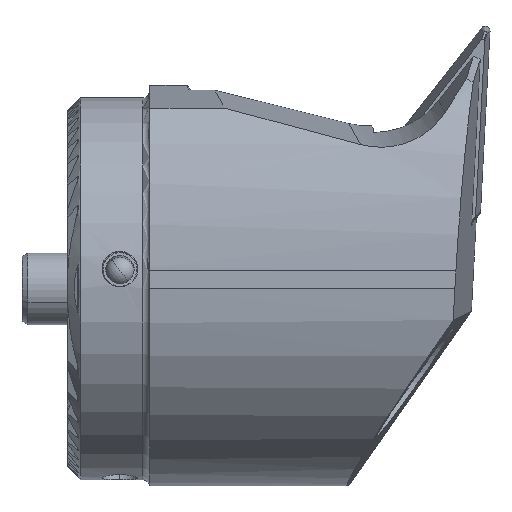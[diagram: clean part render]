
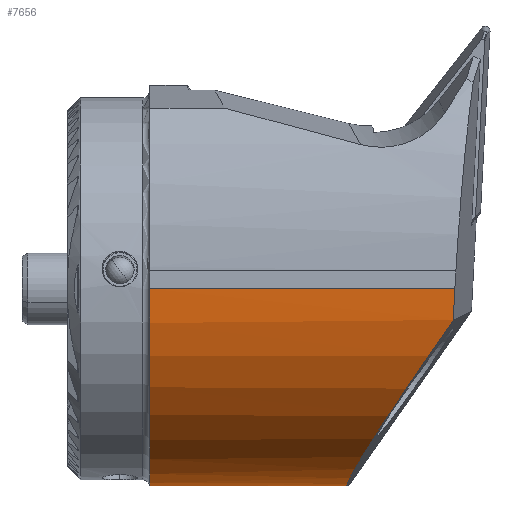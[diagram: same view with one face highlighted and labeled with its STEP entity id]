
A CAD part, front view. The second image highlights one B-rep face of the part: STEP entity #7656.
In plain terms, the highlighted cylindrical face has radius 16.5 mm (diameter 33 mm), a partial arc.
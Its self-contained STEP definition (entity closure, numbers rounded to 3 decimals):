
#104 = CARTESIAN_POINT ( 'NONE',  ( -1.124, 0., -16.5 ) ) ;
#118 = ORIENTED_EDGE ( 'NONE', *, *, #227, .T. ) ;
#227 = EDGE_CURVE ( 'NONE', #13603, #1376, #15648, .T. ) ;
#1172 =( BOUNDED_CURVE ( )  B_SPLINE_CURVE ( 3, ( #10081, #13920, #14103, #6069 ),
 .UNSPECIFIED., .F., .F. ) 
 B_SPLINE_CURVE_WITH_KNOTS ( ( 4, 4 ),
 ( 1.811, 3.223 ),
 .UNSPECIFIED. ) 
 CURVE ( )  GEOMETRIC_REPRESENTATION_ITEM ( )  RATIONAL_B_SPLINE_CURVE ( ( 1., 0.841, 0.841, 1. ) ) 
 REPRESENTATION_ITEM ( '' )  );
#1376 = VERTEX_POINT ( 'NONE', #13621 ) ;
#1868 = CARTESIAN_POINT ( 'NONE',  ( 6.492, -16.5, 0. ) ) ;
#2008 = EDGE_LOOP ( 'NONE', ( #8911, #118, #14400, #14242, #2134 ) ) ;
#2134 = ORIENTED_EDGE ( 'NONE', *, *, #11429, .F. ) ;
#2376 = DIRECTION ( 'NONE',  ( -1., 0., 0. ) ) ;
#3880 = EDGE_CURVE ( 'NONE', #13204, #1376, #1172, .T. ) ;
#4350 = CARTESIAN_POINT ( 'NONE',  ( 32.055, -16.5, 0. ) ) ;
#4958 = VERTEX_POINT ( 'NONE', #4350 ) ;
#5546 = VECTOR ( 'NONE', #9496, 1000. ) ;
#6069 = CARTESIAN_POINT ( 'NONE',  ( 23.054, 0., -16.5 ) ) ;
#6247 = CARTESIAN_POINT ( 'NONE',  ( 31.92, -16.292, -2.61 ) ) ;
#7656 = ADVANCED_FACE ( 'NONE', ( #12374 ), #10443, .T. ) ;
#7788 = DIRECTION ( 'NONE',  ( 0., 0., 1. ) ) ;
#8388 = CIRCLE ( 'NONE', #8762, 16.5 ) ;
#8762 = AXIS2_PLACEMENT_3D ( 'NONE', #11378, #2376, #7788 ) ;
#8911 = ORIENTED_EDGE ( 'NONE', *, *, #15718, .F. ) ;
#8954 = CARTESIAN_POINT ( 'NONE',  ( 32.055, -16.5, 0. ) ) ;
#9069 = CARTESIAN_POINT ( 'NONE',  ( 31.959, -16.431, -1.747 ) ) ;
#9496 = DIRECTION ( 'NONE',  ( 1., 0., 0. ) ) ;
#9648 =( BOUNDED_CURVE ( )  B_SPLINE_CURVE ( 3, ( #8954, #15783, #9069, #17128 ),
 .UNSPECIFIED., .F., .F. ) 
 B_SPLINE_CURVE_WITH_KNOTS ( ( 4, 4 ),
 ( 2.533, 2.692 ),
 .UNSPECIFIED. ) 
 CURVE ( )  GEOMETRIC_REPRESENTATION_ITEM ( )  RATIONAL_B_SPLINE_CURVE ( ( 1., 0.998, 0.998, 1. ) ) 
 REPRESENTATION_ITEM ( '' )  );
#9734 = LINE ( 'NONE', #15203, #10781 ) ;
#9879 = DIRECTION ( 'NONE',  ( 1., 0., 0. ) ) ;
#10081 = CARTESIAN_POINT ( 'NONE',  ( 31.92, -16.292, -2.61 ) ) ;
#10443 = CYLINDRICAL_SURFACE ( 'NONE', #10707, 16.5 ) ;
#10707 = AXIS2_PLACEMENT_3D ( 'NONE', #17293, #17059, #11802 ) ;
#10781 = VECTOR ( 'NONE', #9879, 1000. ) ;
#11243 = CARTESIAN_POINT ( 'NONE',  ( 6.492, 0., -16.5 ) ) ;
#11378 = CARTESIAN_POINT ( 'NONE',  ( 6.492, 0., 0. ) ) ;
#11429 = EDGE_CURVE ( 'NONE', #12568, #4958, #9734, .T. ) ;
#11802 = DIRECTION ( 'NONE',  ( 0., 0., -1. ) ) ;
#12374 = FACE_OUTER_BOUND ( 'NONE', #2008, .T. ) ;
#12568 = VERTEX_POINT ( 'NONE', #1868 ) ;
#13204 = VERTEX_POINT ( 'NONE', #6247 ) ;
#13603 = VERTEX_POINT ( 'NONE', #11243 ) ;
#13621 = CARTESIAN_POINT ( 'NONE',  ( 23.054, 0., -16.5 ) ) ;
#13920 = CARTESIAN_POINT ( 'NONE',  ( 26.08, -14.949, -10.993 ) ) ;
#14103 = CARTESIAN_POINT ( 'NONE',  ( 22.565, -8.489, -16.5 ) ) ;
#14242 = ORIENTED_EDGE ( 'NONE', *, *, #14831, .F. ) ;
#14400 = ORIENTED_EDGE ( 'NONE', *, *, #3880, .F. ) ;
#14831 = EDGE_CURVE ( 'NONE', #4958, #13204, #9648, .T. ) ;
#15203 = CARTESIAN_POINT ( 'NONE',  ( -1.124, -16.5, 0. ) ) ;
#15648 = LINE ( 'NONE', #104, #5546 ) ;
#15718 = EDGE_CURVE ( 'NONE', #13603, #12568, #8388, .T. ) ;
#15783 = CARTESIAN_POINT ( 'NONE',  ( 32.004, -16.5, -0.875 ) ) ;
#17059 = DIRECTION ( 'NONE',  ( 1., 0., 0. ) ) ;
#17128 = CARTESIAN_POINT ( 'NONE',  ( 31.92, -16.292, -2.61 ) ) ;
#17293 = CARTESIAN_POINT ( 'NONE',  ( -1.124, 0., 0. ) ) ;
